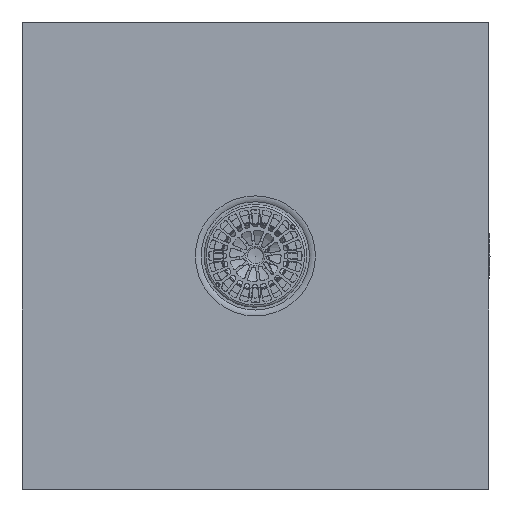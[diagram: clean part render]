
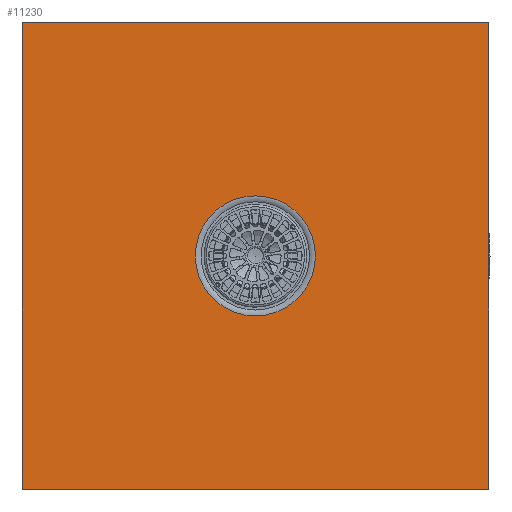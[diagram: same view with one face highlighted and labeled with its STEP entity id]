
A CAD part, top view. The second image highlights one B-rep face of the part: STEP entity #11230.
In plain terms, the highlighted planar face has unit normal (0, 0, 1).
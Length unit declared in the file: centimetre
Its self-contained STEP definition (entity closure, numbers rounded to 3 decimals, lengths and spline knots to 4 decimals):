
#506=FACE_BOUND('',#3539,.T.);
#651=PLANE('',#12612);
#1522=LINE('',#23967,#2135);
#1526=LINE('',#23974,#2139);
#1529=LINE('',#23980,#2142);
#1530=LINE('',#23982,#2143);
#2135=VECTOR('',#15944,1.);
#2139=VECTOR('',#15950,1.);
#2142=VECTOR('',#15955,1.);
#2143=VECTOR('',#15958,1.);
#2818=FACE_OUTER_BOUND('',#3538,.T.);
#3538=EDGE_LOOP('',(#10482,#10483,#10484,#10485));
#3539=EDGE_LOOP('',(#10486));
#4303=CIRCLE('',#12582,64.3137);
#5420=VERTEX_POINT('',#23918);
#5435=VERTEX_POINT('',#23964);
#5436=VERTEX_POINT('',#23966);
#5438=VERTEX_POINT('',#23972);
#5440=VERTEX_POINT('',#23978);
#7095=EDGE_CURVE('',#5420,#5420,#4303,.T.);
#7118=EDGE_CURVE('',#5435,#5436,#1522,.T.);
#7122=EDGE_CURVE('',#5438,#5435,#1526,.T.);
#7125=EDGE_CURVE('',#5440,#5438,#1529,.T.);
#7126=EDGE_CURVE('',#5436,#5440,#1530,.T.);
#10482=ORIENTED_EDGE('',*,*,#7118,.F.);
#10483=ORIENTED_EDGE('',*,*,#7122,.F.);
#10484=ORIENTED_EDGE('',*,*,#7125,.F.);
#10485=ORIENTED_EDGE('',*,*,#7126,.F.);
#10486=ORIENTED_EDGE('',*,*,#7095,.T.);
#11230=ADVANCED_FACE('',(#2818,#506),#651,.F.);
#12582=AXIS2_PLACEMENT_3D('',#23919,#15884,#15885);
#12612=AXIS2_PLACEMENT_3D('',#23981,#15956,#15957);
#15884=DIRECTION('center_axis',(0.,0.,-1.));
#15885=DIRECTION('ref_axis',(1.,0.,0.));
#15944=DIRECTION('',(0.,-1.,0.));
#15950=DIRECTION('',(1.,0.,0.));
#15955=DIRECTION('',(0.,1.,0.));
#15956=DIRECTION('center_axis',(0.,0.,-1.));
#15957=DIRECTION('ref_axis',(-1.,0.,0.));
#15958=DIRECTION('',(-1.,0.,0.));
#23918=CARTESIAN_POINT('',(1371.0421,215.6928,170.3595));
#23919=CARTESIAN_POINT('Origin',(1371.0421,280.0065,170.3595));
#23964=CARTESIAN_POINT('',(1621.0421,530.0065,170.3595));
#23966=CARTESIAN_POINT('',(1621.0421,30.0065,170.3595));
#23967=CARTESIAN_POINT('',(1621.0421,280.0065,170.3595));
#23972=CARTESIAN_POINT('',(1121.0421,530.0065,170.3595));
#23974=CARTESIAN_POINT('',(1371.0421,530.0065,170.3595));
#23978=CARTESIAN_POINT('',(1121.0421,30.0065,170.3595));
#23980=CARTESIAN_POINT('',(1121.0421,280.0065,170.3595));
#23981=CARTESIAN_POINT('Origin',(1371.0421,280.0065,170.3595));
#23982=CARTESIAN_POINT('',(1371.0421,30.0065,170.3595));
